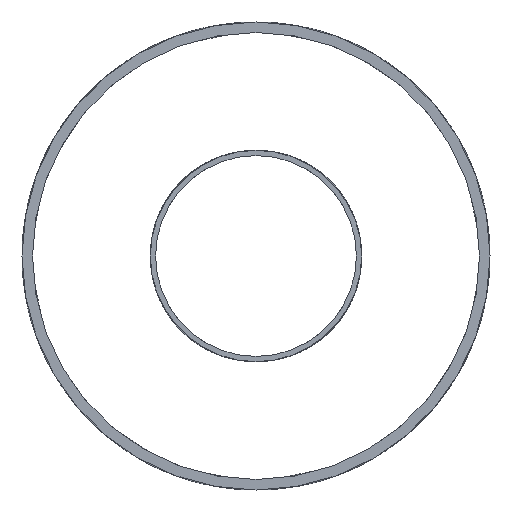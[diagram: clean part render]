
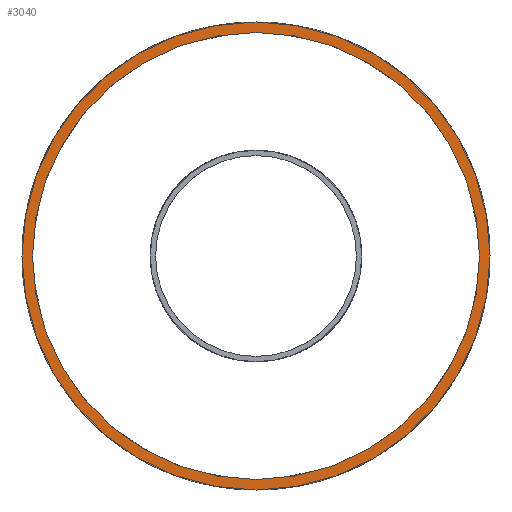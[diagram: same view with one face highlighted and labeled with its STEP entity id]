
A CAD part, front view. The second image highlights one B-rep face of the part: STEP entity #3040.
In plain terms, the highlighted planar face has unit normal (0, -1, 0).
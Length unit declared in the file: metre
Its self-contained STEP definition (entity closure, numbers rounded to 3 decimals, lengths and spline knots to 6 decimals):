
#32 = CIRCLE ( 'NONE', #31723, 0.0424 ) ;
#905 = DIRECTION ( 'NONE',  ( 0., 1., 0. ) ) ;
#1638 = CIRCLE ( 'NONE', #12726, 0.0444 ) ;
#1823 = DIRECTION ( 'NONE',  ( 0., 1., 0. ) ) ;
#3040 = ADVANCED_FACE ( 'NONE', ( #21387, #11308 ), #26359, .F. ) ;
#3488 = DIRECTION ( 'NONE',  ( 0., 0., 1. ) ) ;
#4203 = VERTEX_POINT ( 'NONE', #28780 ) ;
#4270 = EDGE_CURVE ( 'NONE', #8824, #21090, #28662, .T. ) ;
#6669 = ORIENTED_EDGE ( 'NONE', *, *, #8220, .T. ) ;
#6690 = DIRECTION ( 'NONE',  ( 1., 0., 0. ) ) ;
#8220 = EDGE_CURVE ( 'NONE', #21419, #4203, #29652, .T. ) ;
#8500 = DIRECTION ( 'NONE',  ( 0., 0., 1. ) ) ;
#8824 = VERTEX_POINT ( 'NONE', #30025 ) ;
#10160 = AXIS2_PLACEMENT_3D ( 'NONE', #13456, #905, #8500 ) ;
#11234 = CARTESIAN_POINT ( 'NONE',  ( 0., 0., 0. ) ) ;
#11276 = EDGE_CURVE ( 'NONE', #21090, #8824, #1638, .T. ) ;
#11308 = FACE_BOUND ( 'NONE', #22468, .T. ) ;
#11319 = CARTESIAN_POINT ( 'NONE',  ( 0., 0., 0. ) ) ;
#12726 = AXIS2_PLACEMENT_3D ( 'NONE', #11319, #18923, #6690 ) ;
#13243 = CARTESIAN_POINT ( 'NONE',  ( 0., 0., 0. ) ) ;
#13310 = AXIS2_PLACEMENT_3D ( 'NONE', #11234, #1823, #19336 ) ;
#13456 = CARTESIAN_POINT ( 'NONE',  ( 0., 0., 0. ) ) ;
#14218 = EDGE_LOOP ( 'NONE', ( #15033, #27574 ) ) ;
#15033 = ORIENTED_EDGE ( 'NONE', *, *, #11276, .F. ) ;
#15330 = CARTESIAN_POINT ( 'NONE',  ( 0., 0., -0.0444 ) ) ;
#16916 = CARTESIAN_POINT ( 'NONE',  ( 0., 0., 0. ) ) ;
#18411 = ORIENTED_EDGE ( 'NONE', *, *, #21501, .T. ) ;
#18923 = DIRECTION ( 'NONE',  ( 0., 1., 0. ) ) ;
#19336 = DIRECTION ( 'NONE',  ( 1., 0., 0. ) ) ;
#19714 = DIRECTION ( 'NONE',  ( 0., 0., 1. ) ) ;
#21090 = VERTEX_POINT ( 'NONE', #15330 ) ;
#21387 = FACE_OUTER_BOUND ( 'NONE', #14218, .T. ) ;
#21419 = VERTEX_POINT ( 'NONE', #24993 ) ;
#21501 = EDGE_CURVE ( 'NONE', #4203, #21419, #32, .T. ) ;
#22468 = EDGE_LOOP ( 'NONE', ( #6669, #18411 ) ) ;
#24993 = CARTESIAN_POINT ( 'NONE',  ( 0., 0., -0.0424 ) ) ;
#26300 = DIRECTION ( 'NONE',  ( 0., 1., 0. ) ) ;
#26359 = PLANE ( 'NONE',  #10160 ) ;
#27574 = ORIENTED_EDGE ( 'NONE', *, *, #4270, .F. ) ;
#28574 = AXIS2_PLACEMENT_3D ( 'NONE', #13243, #26300, #3488 ) ;
#28662 = CIRCLE ( 'NONE', #13310, 0.0444 ) ;
#28780 = CARTESIAN_POINT ( 'NONE',  ( 0., 0., 0.0424 ) ) ;
#29652 = CIRCLE ( 'NONE', #28574, 0.0424 ) ;
#30025 = CARTESIAN_POINT ( 'NONE',  ( 0., 0., 0.0444 ) ) ;
#31723 = AXIS2_PLACEMENT_3D ( 'NONE', #16916, #31983, #19714 ) ;
#31983 = DIRECTION ( 'NONE',  ( 0., 1., 0. ) ) ;
